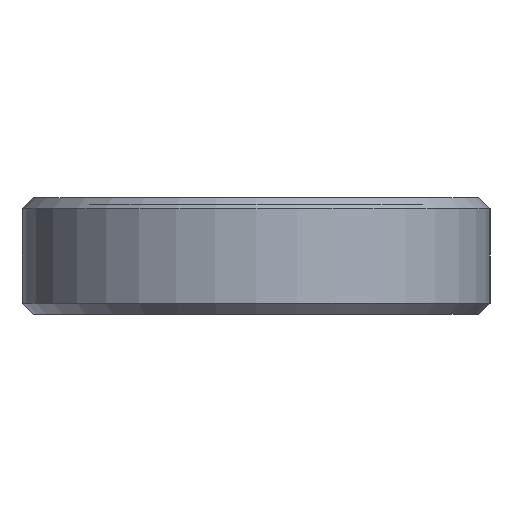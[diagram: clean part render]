
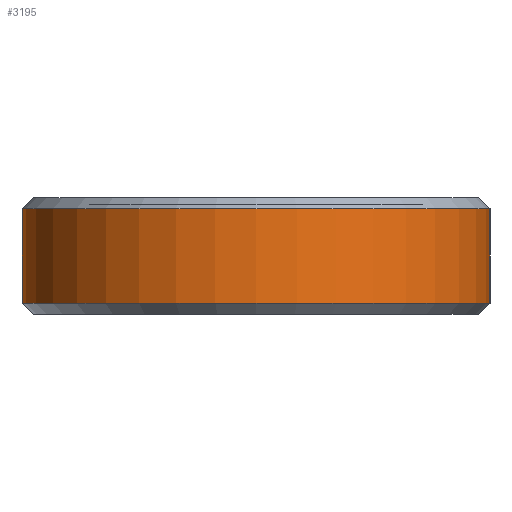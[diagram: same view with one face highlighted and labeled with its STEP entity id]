
A CAD part, left-side view. The second image highlights one B-rep face of the part: STEP entity #3195.
In plain terms, the highlighted cylindrical face has radius 6.25 mm (diameter 12.5 mm), a partial arc.
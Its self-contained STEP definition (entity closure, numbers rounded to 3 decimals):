
#45 = CONICAL_SURFACE('',#46,6.25,0.785);
#46 = AXIS2_PLACEMENT_3D('',#47,#48,#49);
#47 = CARTESIAN_POINT('',(0.,0.,0.3));
#48 = DIRECTION('',(0.,0.,1.));
#49 = DIRECTION('',(0.,1.,0.));
#1167 = VERTEX_POINT('',#1168);
#1168 = CARTESIAN_POINT('',(0.,6.25,0.3));
#1191 = VERTEX_POINT('',#1192);
#1192 = CARTESIAN_POINT('',(0.,-6.25,0.3));
#1213 = EDGE_CURVE('',#1167,#1191,#1214,.T.);
#1214 = SURFACE_CURVE('',#1215,(#1220,#1227),.PCURVE_S1.);
#1215 = CIRCLE('',#1216,6.25);
#1216 = AXIS2_PLACEMENT_3D('',#1217,#1218,#1219);
#1217 = CARTESIAN_POINT('',(0.,0.,0.3));
#1218 = DIRECTION('',(0.,0.,1.));
#1219 = DIRECTION('',(0.,1.,0.));
#1220 = PCURVE('',#45,#1221);
#1221 = DEFINITIONAL_REPRESENTATION('',(#1222),#1226);
#1222 = LINE('',#1223,#1224);
#1223 = CARTESIAN_POINT('',(0.,0.));
#1224 = VECTOR('',#1225,1.);
#1225 = DIRECTION('',(1.,0.));
#1226 = ( GEOMETRIC_REPRESENTATION_CONTEXT(2) 
PARAMETRIC_REPRESENTATION_CONTEXT() REPRESENTATION_CONTEXT('2D SPACE',''
  ) );
#1227 = PCURVE('',#1228,#1233);
#1228 = CYLINDRICAL_SURFACE('',#1229,6.25);
#1229 = AXIS2_PLACEMENT_3D('',#1230,#1231,#1232);
#1230 = CARTESIAN_POINT('',(0.,0.,0.));
#1231 = DIRECTION('',(-0.,-0.,-1.));
#1232 = DIRECTION('',(1.,0.,0.));
#1233 = DEFINITIONAL_REPRESENTATION('',(#1234),#1238);
#1234 = LINE('',#1235,#1236);
#1235 = CARTESIAN_POINT('',(-1.571,-0.3));
#1236 = VECTOR('',#1237,1.);
#1237 = DIRECTION('',(-1.,0.));
#1238 = ( GEOMETRIC_REPRESENTATION_CONTEXT(2) 
PARAMETRIC_REPRESENTATION_CONTEXT() REPRESENTATION_CONTEXT('2D SPACE',''
  ) );
#1282 = PLANE('',#1283);
#1283 = AXIS2_PLACEMENT_3D('',#1284,#1285,#1286);
#1284 = CARTESIAN_POINT('',(0.,6.25,0.));
#1285 = DIRECTION('',(0.,1.,0.));
#1286 = DIRECTION('',(1.,0.,0.));
#1336 = PLANE('',#1337);
#1337 = AXIS2_PLACEMENT_3D('',#1338,#1339,#1340);
#1338 = CARTESIAN_POINT('',(0.,-6.25,0.));
#1339 = DIRECTION('',(0.,1.,0.));
#1340 = DIRECTION('',(1.,0.,0.));
#3195 = ADVANCED_FACE('',(#3196),#1228,.T.);
#3196 = FACE_BOUND('',#3197,.F.);
#3197 = EDGE_LOOP('',(#3198,#3221,#3250,#3271));
#3198 = ORIENTED_EDGE('',*,*,#3199,.T.);
#3199 = EDGE_CURVE('',#1167,#3200,#3202,.T.);
#3200 = VERTEX_POINT('',#3201);
#3201 = CARTESIAN_POINT('',(0.,6.25,2.825));
#3202 = SURFACE_CURVE('',#3203,(#3207,#3214),.PCURVE_S1.);
#3203 = LINE('',#3204,#3205);
#3204 = CARTESIAN_POINT('',(0.,6.25,0.));
#3205 = VECTOR('',#3206,1.);
#3206 = DIRECTION('',(0.,0.,1.));
#3207 = PCURVE('',#1228,#3208);
#3208 = DEFINITIONAL_REPRESENTATION('',(#3209),#3213);
#3209 = LINE('',#3210,#3211);
#3210 = CARTESIAN_POINT('',(-1.571,0.));
#3211 = VECTOR('',#3212,1.);
#3212 = DIRECTION('',(-0.,-1.));
#3213 = ( GEOMETRIC_REPRESENTATION_CONTEXT(2) 
PARAMETRIC_REPRESENTATION_CONTEXT() REPRESENTATION_CONTEXT('2D SPACE',''
  ) );
#3214 = PCURVE('',#1282,#3215);
#3215 = DEFINITIONAL_REPRESENTATION('',(#3216),#3220);
#3216 = LINE('',#3217,#3218);
#3217 = CARTESIAN_POINT('',(0.,0.));
#3218 = VECTOR('',#3219,1.);
#3219 = DIRECTION('',(0.,-1.));
#3220 = ( GEOMETRIC_REPRESENTATION_CONTEXT(2) 
PARAMETRIC_REPRESENTATION_CONTEXT() REPRESENTATION_CONTEXT('2D SPACE',''
  ) );
#3221 = ORIENTED_EDGE('',*,*,#3222,.T.);
#3222 = EDGE_CURVE('',#3200,#3223,#3225,.T.);
#3223 = VERTEX_POINT('',#3224);
#3224 = CARTESIAN_POINT('',(0.,-6.25,2.825));
#3225 = SURFACE_CURVE('',#3226,(#3231,#3238),.PCURVE_S1.);
#3226 = CIRCLE('',#3227,6.25);
#3227 = AXIS2_PLACEMENT_3D('',#3228,#3229,#3230);
#3228 = CARTESIAN_POINT('',(0.,0.,2.825));
#3229 = DIRECTION('',(0.,0.,1.));
#3230 = DIRECTION('',(0.,1.,0.));
#3231 = PCURVE('',#1228,#3232);
#3232 = DEFINITIONAL_REPRESENTATION('',(#3233),#3237);
#3233 = LINE('',#3234,#3235);
#3234 = CARTESIAN_POINT('',(-1.571,-2.825));
#3235 = VECTOR('',#3236,1.);
#3236 = DIRECTION('',(-1.,0.));
#3237 = ( GEOMETRIC_REPRESENTATION_CONTEXT(2) 
PARAMETRIC_REPRESENTATION_CONTEXT() REPRESENTATION_CONTEXT('2D SPACE',''
  ) );
#3238 = PCURVE('',#3239,#3244);
#3239 = CONICAL_SURFACE('',#3240,6.25,0.785);
#3240 = AXIS2_PLACEMENT_3D('',#3241,#3242,#3243);
#3241 = CARTESIAN_POINT('',(0.,0.,2.825));
#3242 = DIRECTION('',(-0.,-0.,-1.));
#3243 = DIRECTION('',(0.,1.,0.));
#3244 = DEFINITIONAL_REPRESENTATION('',(#3245),#3249);
#3245 = LINE('',#3246,#3247);
#3246 = CARTESIAN_POINT('',(-0.,-0.));
#3247 = VECTOR('',#3248,1.);
#3248 = DIRECTION('',(-1.,-0.));
#3249 = ( GEOMETRIC_REPRESENTATION_CONTEXT(2) 
PARAMETRIC_REPRESENTATION_CONTEXT() REPRESENTATION_CONTEXT('2D SPACE',''
  ) );
#3250 = ORIENTED_EDGE('',*,*,#3251,.F.);
#3251 = EDGE_CURVE('',#1191,#3223,#3252,.T.);
#3252 = SURFACE_CURVE('',#3253,(#3257,#3264),.PCURVE_S1.);
#3253 = LINE('',#3254,#3255);
#3254 = CARTESIAN_POINT('',(0.,-6.25,0.));
#3255 = VECTOR('',#3256,1.);
#3256 = DIRECTION('',(0.,0.,1.));
#3257 = PCURVE('',#1228,#3258);
#3258 = DEFINITIONAL_REPRESENTATION('',(#3259),#3263);
#3259 = LINE('',#3260,#3261);
#3260 = CARTESIAN_POINT('',(-4.712,0.));
#3261 = VECTOR('',#3262,1.);
#3262 = DIRECTION('',(-0.,-1.));
#3263 = ( GEOMETRIC_REPRESENTATION_CONTEXT(2) 
PARAMETRIC_REPRESENTATION_CONTEXT() REPRESENTATION_CONTEXT('2D SPACE',''
  ) );
#3264 = PCURVE('',#1336,#3265);
#3265 = DEFINITIONAL_REPRESENTATION('',(#3266),#3270);
#3266 = LINE('',#3267,#3268);
#3267 = CARTESIAN_POINT('',(0.,0.));
#3268 = VECTOR('',#3269,1.);
#3269 = DIRECTION('',(0.,-1.));
#3270 = ( GEOMETRIC_REPRESENTATION_CONTEXT(2) 
PARAMETRIC_REPRESENTATION_CONTEXT() REPRESENTATION_CONTEXT('2D SPACE',''
  ) );
#3271 = ORIENTED_EDGE('',*,*,#1213,.F.);
